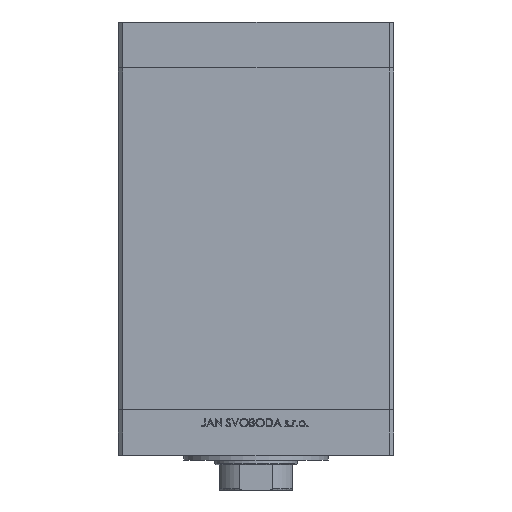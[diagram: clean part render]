
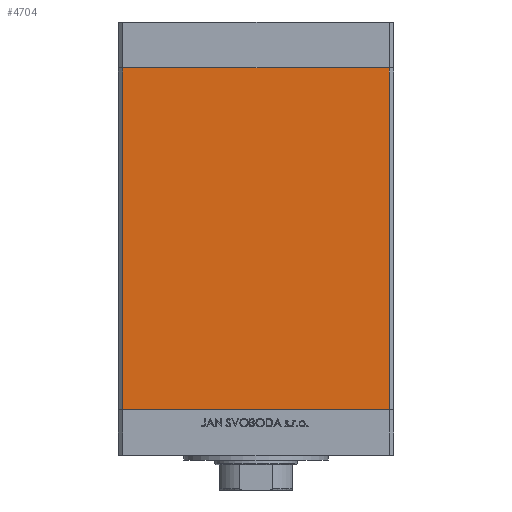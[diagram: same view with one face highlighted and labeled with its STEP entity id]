
A CAD part, front view. The second image highlights one B-rep face of the part: STEP entity #4704.
In plain terms, the highlighted planar face has unit normal (0, -1, 0).
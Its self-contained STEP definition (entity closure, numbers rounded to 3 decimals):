
#308 = DIRECTION ( 'NONE',  ( 1., 0., 0. ) ) ;
#3808 = LINE ( 'NONE', #22693, #21564 ) ;
#4417 = PLANE ( 'NONE',  #19475 ) ;
#4704 = ADVANCED_FACE ( 'NONE', ( #15596 ), #4417, .F. ) ;
#4977 = CARTESIAN_POINT ( 'NONE',  ( 58., -51., 148.5 ) ) ;
#7234 = EDGE_CURVE ( 'NONE', #40957, #27361, #22962, .T. ) ;
#8305 = DIRECTION ( 'NONE',  ( 1., 0., 0. ) ) ;
#12330 = VERTEX_POINT ( 'NONE', #43305 ) ;
#13825 = ORIENTED_EDGE ( 'NONE', *, *, #7234, .F. ) ;
#14628 = EDGE_LOOP ( 'NONE', ( #36559, #47900, #13825, #25048 ) ) ;
#14769 = EDGE_CURVE ( 'NONE', #40957, #31180, #43673, .T. ) ;
#15596 = FACE_OUTER_BOUND ( 'NONE', #14628, .T. ) ;
#15841 = DIRECTION ( 'NONE',  ( 0., 0., 1. ) ) ;
#17936 = CARTESIAN_POINT ( 'NONE',  ( 58., -51., 148.5 ) ) ;
#19471 = CARTESIAN_POINT ( 'NONE',  ( -58., -51., 148.5 ) ) ;
#19475 = AXIS2_PLACEMENT_3D ( 'NONE', #19562, #34725, #15841 ) ;
#19562 = CARTESIAN_POINT ( 'NONE',  ( -58., -51., 148.5 ) ) ;
#19735 = VECTOR ( 'NONE', #27849, 1000. ) ;
#21564 = VECTOR ( 'NONE', #308, 1000. ) ;
#21954 = VECTOR ( 'NONE', #8305, 1000. ) ;
#22693 = CARTESIAN_POINT ( 'NONE',  ( -58., -51., 0. ) ) ;
#22802 = EDGE_CURVE ( 'NONE', #31180, #12330, #3808, .T. ) ;
#22962 = LINE ( 'NONE', #19471, #21954 ) ;
#25048 = ORIENTED_EDGE ( 'NONE', *, *, #14769, .T. ) ;
#25529 = DIRECTION ( 'NONE',  ( 0., 0., -1. ) ) ;
#27361 = VERTEX_POINT ( 'NONE', #17936 ) ;
#27849 = DIRECTION ( 'NONE',  ( 0., 0., -1. ) ) ;
#31180 = VERTEX_POINT ( 'NONE', #46963 ) ;
#34725 = DIRECTION ( 'NONE',  ( 0., 1., 0. ) ) ;
#35964 = CARTESIAN_POINT ( 'NONE',  ( -58., -51., 148.5 ) ) ;
#36559 = ORIENTED_EDGE ( 'NONE', *, *, #22802, .T. ) ;
#37911 = CARTESIAN_POINT ( 'NONE',  ( -58., -51., 148.5 ) ) ;
#40957 = VERTEX_POINT ( 'NONE', #37911 ) ;
#41232 = EDGE_CURVE ( 'NONE', #27361, #12330, #46216, .T. ) ;
#43305 = CARTESIAN_POINT ( 'NONE',  ( 58., -51., 0. ) ) ;
#43673 = LINE ( 'NONE', #35964, #45873 ) ;
#45873 = VECTOR ( 'NONE', #25529, 1000. ) ;
#46216 = LINE ( 'NONE', #4977, #19735 ) ;
#46963 = CARTESIAN_POINT ( 'NONE',  ( -58., -51., 0. ) ) ;
#47900 = ORIENTED_EDGE ( 'NONE', *, *, #41232, .F. ) ;
